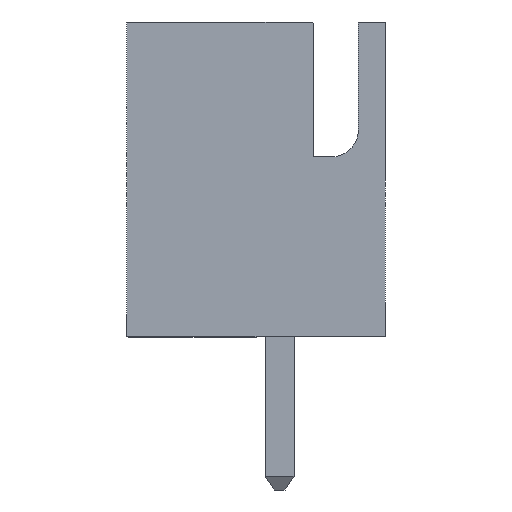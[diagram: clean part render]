
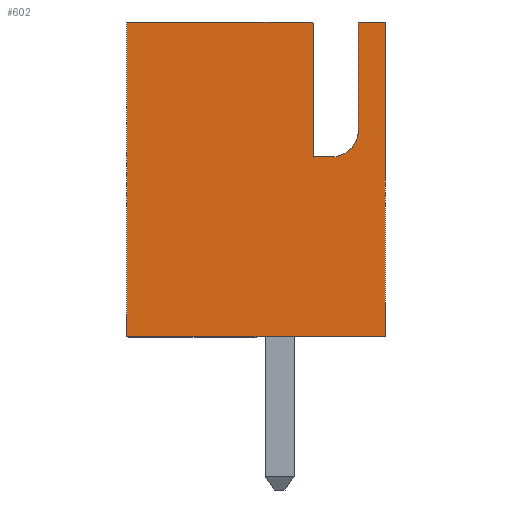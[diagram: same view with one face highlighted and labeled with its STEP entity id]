
A CAD part, left-side view. The second image highlights one B-rep face of the part: STEP entity #602.
In plain terms, the highlighted planar face has unit normal (-1, 0, 0).
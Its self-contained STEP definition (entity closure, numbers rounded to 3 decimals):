
#358 = VERTEX_POINT('',#359);
#359 = CARTESIAN_POINT('',(-6.2,-2.875,0.));
#365 = EDGE_CURVE('',#358,#366,#368,.T.);
#366 = VERTEX_POINT('',#367);
#367 = CARTESIAN_POINT('',(-6.2,-2.875,7.));
#368 = LINE('',#369,#370);
#369 = CARTESIAN_POINT('',(-6.2,-2.875,0.));
#370 = VECTOR('',#371,1.);
#371 = DIRECTION('',(0.,0.,1.));
#558 = VERTEX_POINT('',#559);
#559 = CARTESIAN_POINT('',(-6.2,-2.275,7.));
#565 = EDGE_CURVE('',#558,#366,#566,.T.);
#566 = LINE('',#567,#568);
#567 = CARTESIAN_POINT('',(-6.2,2.875,7.));
#568 = VECTOR('',#569,1.);
#569 = DIRECTION('',(0.,-1.,0.));
#602 = ADVANCED_FACE('',(#603),#671,.F.);
#603 = FACE_BOUND('',#604,.F.);
#604 = EDGE_LOOP('',(#605,#615,#623,#632,#638,#639,#640,#648,#656,#664)
  );
#605 = ORIENTED_EDGE('',*,*,#606,.F.);
#606 = EDGE_CURVE('',#607,#609,#611,.T.);
#607 = VERTEX_POINT('',#608);
#608 = CARTESIAN_POINT('',(-6.2,-1.275,4.));
#609 = VERTEX_POINT('',#610);
#610 = CARTESIAN_POINT('',(-6.2,-1.275,6.95));
#611 = LINE('',#612,#613);
#612 = CARTESIAN_POINT('',(-6.2,-1.275,2.));
#613 = VECTOR('',#614,1.);
#614 = DIRECTION('',(0.,0.,1.));
#615 = ORIENTED_EDGE('',*,*,#616,.F.);
#616 = EDGE_CURVE('',#617,#607,#619,.T.);
#617 = VERTEX_POINT('',#618);
#618 = CARTESIAN_POINT('',(-6.2,-1.675,4.));
#619 = LINE('',#620,#621);
#620 = CARTESIAN_POINT('',(-6.2,0.6,4.));
#621 = VECTOR('',#622,1.);
#622 = DIRECTION('',(0.,1.,0.));
#623 = ORIENTED_EDGE('',*,*,#624,.F.);
#624 = EDGE_CURVE('',#625,#617,#627,.T.);
#625 = VERTEX_POINT('',#626);
#626 = CARTESIAN_POINT('',(-6.2,-2.275,4.6));
#627 = CIRCLE('',#628,0.6);
#628 = AXIS2_PLACEMENT_3D('',#629,#630,#631);
#629 = CARTESIAN_POINT('',(-6.2,-1.675,4.6));
#630 = DIRECTION('',(1.,0.,0.));
#631 = DIRECTION('',(0.,1.,0.));
#632 = ORIENTED_EDGE('',*,*,#633,.F.);
#633 = EDGE_CURVE('',#558,#625,#634,.T.);
#634 = LINE('',#635,#636);
#635 = CARTESIAN_POINT('',(-6.2,-2.275,3.5));
#636 = VECTOR('',#637,1.);
#637 = DIRECTION('',(0.,0.,-1.));
#638 = ORIENTED_EDGE('',*,*,#565,.T.);
#639 = ORIENTED_EDGE('',*,*,#365,.F.);
#640 = ORIENTED_EDGE('',*,*,#641,.F.);
#641 = EDGE_CURVE('',#642,#358,#644,.T.);
#642 = VERTEX_POINT('',#643);
#643 = CARTESIAN_POINT('',(-6.2,2.875,0.));
#644 = LINE('',#645,#646);
#645 = CARTESIAN_POINT('',(-6.2,2.875,0.));
#646 = VECTOR('',#647,1.);
#647 = DIRECTION('',(0.,-1.,0.));
#648 = ORIENTED_EDGE('',*,*,#649,.T.);
#649 = EDGE_CURVE('',#642,#650,#652,.T.);
#650 = VERTEX_POINT('',#651);
#651 = CARTESIAN_POINT('',(-6.2,2.875,7.));
#652 = LINE('',#653,#654);
#653 = CARTESIAN_POINT('',(-6.2,2.875,0.));
#654 = VECTOR('',#655,1.);
#655 = DIRECTION('',(0.,0.,1.));
#656 = ORIENTED_EDGE('',*,*,#657,.T.);
#657 = EDGE_CURVE('',#650,#658,#660,.T.);
#658 = VERTEX_POINT('',#659);
#659 = CARTESIAN_POINT('',(-6.2,-1.225,7.));
#660 = LINE('',#661,#662);
#661 = CARTESIAN_POINT('',(-6.2,2.875,7.));
#662 = VECTOR('',#663,1.);
#663 = DIRECTION('',(0.,-1.,0.));
#664 = ORIENTED_EDGE('',*,*,#665,.T.);
#665 = EDGE_CURVE('',#658,#609,#666,.T.);
#666 = CIRCLE('',#667,0.05);
#667 = AXIS2_PLACEMENT_3D('',#668,#669,#670);
#668 = CARTESIAN_POINT('',(-6.2,-1.225,6.95));
#669 = DIRECTION('',(1.,-0.,0.));
#670 = DIRECTION('',(0.,0.,-1.));
#671 = PLANE('',#672);
#672 = AXIS2_PLACEMENT_3D('',#673,#674,#675);
#673 = CARTESIAN_POINT('',(-6.2,2.875,0.));
#674 = DIRECTION('',(1.,0.,0.));
#675 = DIRECTION('',(0.,-1.,0.));
